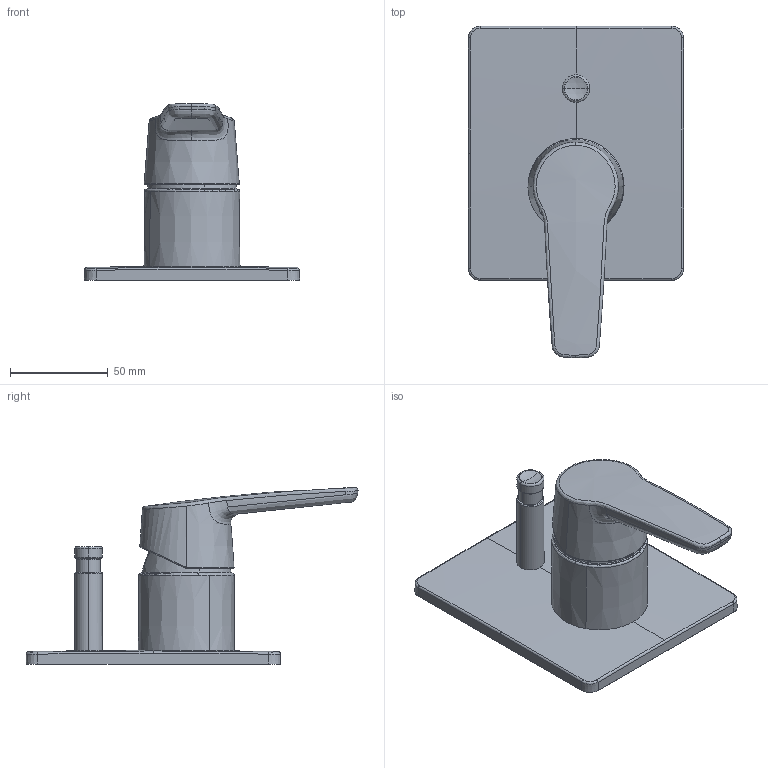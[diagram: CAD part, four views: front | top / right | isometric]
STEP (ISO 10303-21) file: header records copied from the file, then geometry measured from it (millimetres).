
FILE_DESCRIPTION (( 'STEP AP203' ), '1' );
FILE_NAME ('3986+50609193.STEP', '2018-06-07T06:19:09', ( '' ), ( '' ), 'SwSTEP 2.0', 'SolidWorks 2016', '' );
FILE_SCHEMA (( 'CONFIG_CONTROL_DESIGN' ));
Length unit declared in the file: millimetre
Products named in the file (1): 3986+50609193
Bounding box: 110 x 169.68 x 90.3 mm (x, y, z)
Volume: 253781.9 mm3; surface area: 49296.6 mm2
Topology: 1 solids, 1 shells, 93 faces, 245 edges, 157 vertices
Faces by surface type: bspline 39, torus 20, cylinder 13, plane 10, cone 7, sphere 4
Entity records: 12946 total; most frequent: CARTESIAN_POINT 10891, ORIENTED_EDGE 490, DIRECTION 319, EDGE_CURVE 245, VERTEX_POINT 157, AXIS2_PLACEMENT_3D 144, B_SPLINE_CURVE_WITH_KNOTS 116, EDGE_LOOP 96
